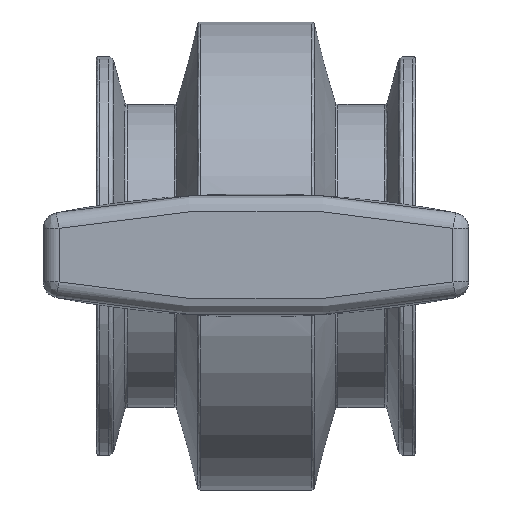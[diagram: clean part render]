
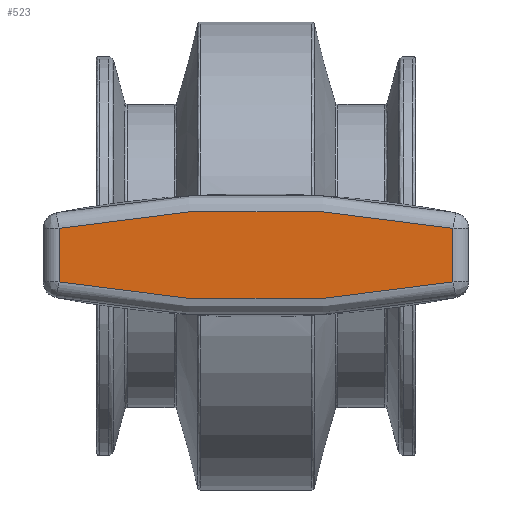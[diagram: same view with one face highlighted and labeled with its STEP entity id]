
A CAD part, top view. The second image highlights one B-rep face of the part: STEP entity #523.
In plain terms, the highlighted planar face has unit normal (0, 0, 1).
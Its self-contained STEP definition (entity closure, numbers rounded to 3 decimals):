
#31 = CARTESIAN_POINT ( 'NONE',  ( 37., 5.035, 40. ) ) ;
#124 = ORIENTED_EDGE ( 'NONE', *, *, #1799, .F. ) ;
#231 = EDGE_CURVE ( 'NONE', #2417, #2627, #715, .T. ) ;
#235 = CARTESIAN_POINT ( 'NONE',  ( 0., 188.459, 40. ) ) ;
#241 = LINE ( 'NONE', #2081, #1979 ) ;
#263 = CARTESIAN_POINT ( 'NONE',  ( -37., -5.035, 40. ) ) ;
#430 = CARTESIAN_POINT ( 'NONE',  ( 37., 188.459, 40. ) ) ;
#433 = EDGE_CURVE ( 'NONE', #1762, #2417, #2486, .T. ) ;
#455 = DIRECTION ( 'NONE',  ( -1., 0., 0. ) ) ;
#485 = CARTESIAN_POINT ( 'NONE',  ( 12.481, 9.723, 40. ) ) ;
#523 = ADVANCED_FACE ( 'NONE', ( #2560 ), #1375, .F. ) ;
#646 = VERTEX_POINT ( 'NONE', #2161 ) ;
#705 = CARTESIAN_POINT ( 'NONE',  ( -12.481, -9.723, 40. ) ) ;
#715 =( BOUNDED_CURVE ( )  B_SPLINE_CURVE ( 3, ( #1182, #2070, #705, #263 ),
 .UNSPECIFIED., .F., .F. ) 
 B_SPLINE_CURVE_WITH_KNOTS ( ( 4, 4 ),
 ( 0., 1. ),
 .UNSPECIFIED. ) 
 CURVE ( )  GEOMETRIC_REPRESENTATION_ITEM ( )  RATIONAL_B_SPLINE_CURVE ( ( 1., 0.988, 0.988, 1. ) ) 
 REPRESENTATION_ITEM ( '' )  );
#812 = ORIENTED_EDGE ( 'NONE', *, *, #433, .F. ) ;
#994 = EDGE_LOOP ( 'NONE', ( #812, #124, #2730, #2779 ) ) ;
#1135 = DIRECTION ( 'NONE',  ( 0., -1., 0. ) ) ;
#1157 = DIRECTION ( 'NONE',  ( 0., 1., 0. ) ) ;
#1182 = CARTESIAN_POINT ( 'NONE',  ( 37., -5.035, 40. ) ) ;
#1304 = AXIS2_PLACEMENT_3D ( 'NONE', #235, #1598, #455 ) ;
#1375 = PLANE ( 'NONE',  #1304 ) ;
#1403 = CARTESIAN_POINT ( 'NONE',  ( -12.481, 9.723, 40. ) ) ;
#1598 = DIRECTION ( 'NONE',  ( 0., 0., -1. ) ) ;
#1652 = CARTESIAN_POINT ( 'NONE',  ( -37., -5.035, 40. ) ) ;
#1762 = VERTEX_POINT ( 'NONE', #2313 ) ;
#1799 = EDGE_CURVE ( 'NONE', #646, #1762, #2269, .T. ) ;
#1840 = CARTESIAN_POINT ( 'NONE',  ( 37., -5.035, 40. ) ) ;
#1979 = VECTOR ( 'NONE', #1157, 1000. ) ;
#2070 = CARTESIAN_POINT ( 'NONE',  ( 12.481, -9.723, 40. ) ) ;
#2081 = CARTESIAN_POINT ( 'NONE',  ( -37., 188.459, 40. ) ) ;
#2161 = CARTESIAN_POINT ( 'NONE',  ( -37., 5.035, 40. ) ) ;
#2269 =( BOUNDED_CURVE ( )  B_SPLINE_CURVE ( 3, ( #2301, #1403, #485, #31 ),
 .UNSPECIFIED., .F., .T. ) 
 B_SPLINE_CURVE_WITH_KNOTS ( ( 4, 4 ),
 ( 0., 1. ),
 .UNSPECIFIED. ) 
 CURVE ( )  GEOMETRIC_REPRESENTATION_ITEM ( )  RATIONAL_B_SPLINE_CURVE ( ( 1., 0.988, 0.988, 1. ) ) 
 REPRESENTATION_ITEM ( '' )  );
#2301 = CARTESIAN_POINT ( 'NONE',  ( -37., 5.035, 40. ) ) ;
#2313 = CARTESIAN_POINT ( 'NONE',  ( 37., 5.035, 40. ) ) ;
#2404 = EDGE_CURVE ( 'NONE', #2627, #646, #241, .T. ) ;
#2417 = VERTEX_POINT ( 'NONE', #1840 ) ;
#2486 = LINE ( 'NONE', #430, #2633 ) ;
#2560 = FACE_OUTER_BOUND ( 'NONE', #994, .T. ) ;
#2627 = VERTEX_POINT ( 'NONE', #1652 ) ;
#2633 = VECTOR ( 'NONE', #1135, 1000. ) ;
#2730 = ORIENTED_EDGE ( 'NONE', *, *, #2404, .F. ) ;
#2779 = ORIENTED_EDGE ( 'NONE', *, *, #231, .F. ) ;
